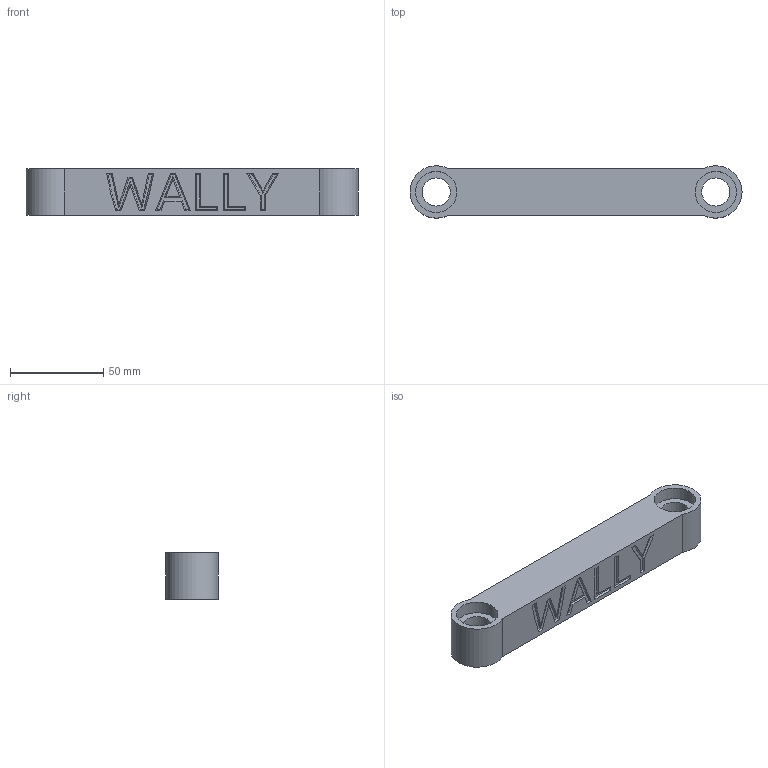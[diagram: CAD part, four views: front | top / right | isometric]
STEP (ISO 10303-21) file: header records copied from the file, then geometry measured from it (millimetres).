
FILE_DESCRIPTION((''),'2;1');
FILE_NAME('xy wall arm.ipt.step','2013-10-18T14:32:28',(''),(''),'Autodesk Inventor 2013','Autodesk Inventor 2013','');
FILE_SCHEMA(('AUTOMOTIVE_DESIGN { 1 0 10303 214 1 1 1 1 }'));
Length unit declared in the file: millimetre
Products named in the file (1): xy wall arm
Bounding box: 178.1 x 28.08 x 25 mm (x, y, z)
Volume: 93703.9 mm3; surface area: 21146.6 mm2
Topology: 1 solids, 1 shells, 118 faces, 306 edges, 204 vertices
Faces by surface type: plane 74, bspline 34, cylinder 8, cone 2
Full cylindrical faces by diameter (mm): 15.1 x2, 22.1 x4
Entity records: 5089 total; most frequent: CARTESIAN_POINT 2552, ORIENTED_EDGE 588, DIRECTION 354, EDGE_CURVE 294, VERTEX_POINT 200, VECTOR 152, LINE 152, EDGE_LOOP 144
